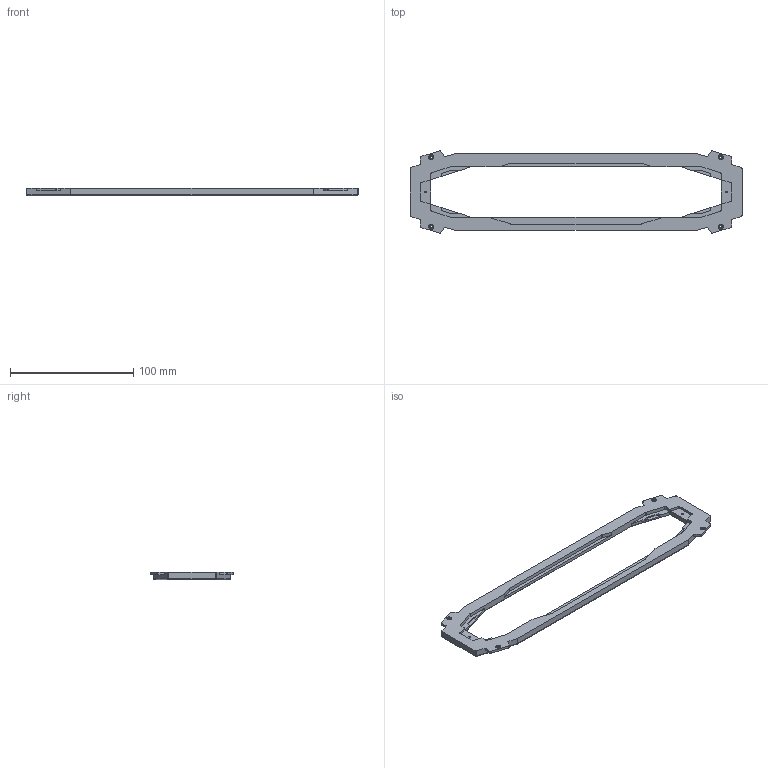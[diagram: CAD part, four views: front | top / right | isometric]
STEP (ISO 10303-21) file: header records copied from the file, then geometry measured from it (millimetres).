
FILE_DESCRIPTION(('HOOPS Exchange Step'),'2;1');
FILE_NAME('temp_export','2024-01-01T15:27:43+08:00',('mobile'),('Shapr3D Limited'),'HOOPS Exchange 2023.2','Shapr3D','Authorized');
FILE_SCHEMA( ('AUTOMOTIVE_DESIGN { 1 0 10303 214 1 1 1 1 }') );
Length unit declared in the file: millimetre
Products named in the file (1): root
Bounding box: 269.69 x 67.05 x 6 mm (x, y, z)
Volume: 35267.5 mm3; surface area: 21546.6 mm2
Topology: 1 solids, 1 shells, 177 faces, 487 edges, 320 vertices
Faces by surface type: plane 98, cylinder 63, torus 8, cone 8
Full cylindrical faces by diameter (mm): 1.6 x4, 2.2 x4, 4 x4
Entity records: 5695 total; most frequent: DIRECTION 1005, CARTESIAN_POINT 985, ORIENTED_EDGE 974, EDGE_CURVE 487, AXIS2_PLACEMENT_3D 340, VECTOR 325, LINE 325, VERTEX_POINT 320
